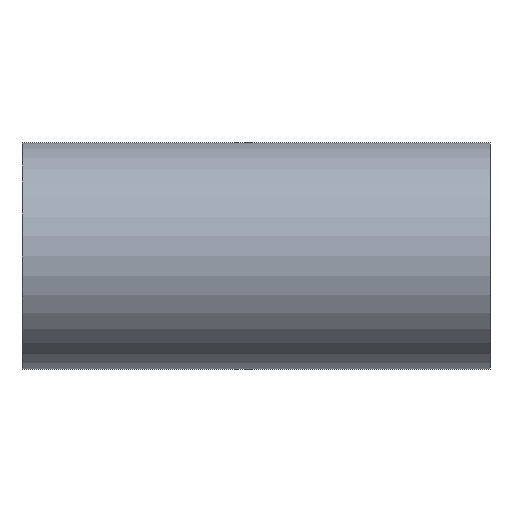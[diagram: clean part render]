
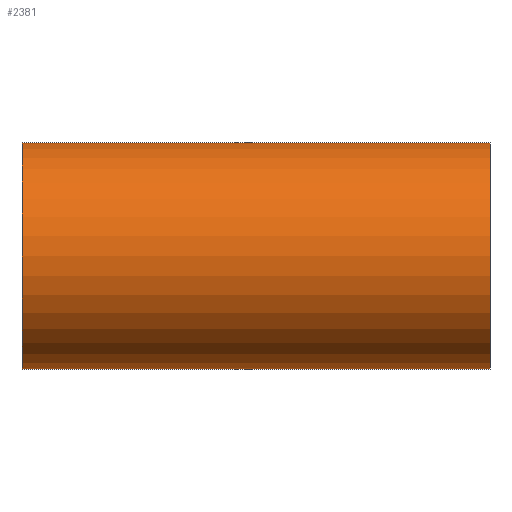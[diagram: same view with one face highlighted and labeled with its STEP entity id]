
A CAD part, front view. The second image highlights one B-rep face of the part: STEP entity #2381.
In plain terms, the highlighted cylindrical face has radius 50.8 mm (diameter 101.6 mm), a partial arc.
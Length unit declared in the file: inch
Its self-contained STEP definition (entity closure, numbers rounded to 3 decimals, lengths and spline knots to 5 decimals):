
#7 = CARTESIAN_POINT ( 'NONE',  ( 4.12598, 0., -2. ) ) ;
#8 = LINE ( 'NONE', #66, #1529 ) ;
#10 = CIRCLE ( 'NONE', #1634, 2. ) ;
#55 = DIRECTION ( 'NONE',  ( 0., 0., -1. ) ) ;
#66 = CARTESIAN_POINT ( 'NONE',  ( 4.12598, 0., 2. ) ) ;
#95 = EDGE_CURVE ( 'NONE', #2281, #2554, #10, .T. ) ;
#277 = ORIENTED_EDGE ( 'NONE', *, *, #1510, .F. ) ;
#280 = DIRECTION ( 'NONE',  ( 1., 0., 0. ) ) ;
#294 = DIRECTION ( 'NONE',  ( -1., 0., 0. ) ) ;
#312 = AXIS2_PLACEMENT_3D ( 'NONE', #2104, #280, #1733 ) ;
#379 = DIRECTION ( 'NONE',  ( -1., 0., 0. ) ) ;
#430 = DIRECTION ( 'NONE',  ( -1., 0., 0. ) ) ;
#621 = LINE ( 'NONE', #7, #1648 ) ;
#749 = ORIENTED_EDGE ( 'NONE', *, *, #906, .T. ) ;
#906 = EDGE_CURVE ( 'NONE', #1187, #1436, #963, .T. ) ;
#963 = CIRCLE ( 'NONE', #312, 2. ) ;
#1015 = CARTESIAN_POINT ( 'NONE',  ( -4.12598, 0., -2. ) ) ;
#1059 = CARTESIAN_POINT ( 'NONE',  ( 4.12598, 0., 0. ) ) ;
#1074 = CARTESIAN_POINT ( 'NONE',  ( 4.12598, 0., 0. ) ) ;
#1122 = AXIS2_PLACEMENT_3D ( 'NONE', #1059, #430, #1862 ) ;
#1187 = VERTEX_POINT ( 'NONE', #1992 ) ;
#1348 = EDGE_LOOP ( 'NONE', ( #277, #1988, #1728, #749 ) ) ;
#1355 = CYLINDRICAL_SURFACE ( 'NONE', #1122, 2. ) ;
#1436 = VERTEX_POINT ( 'NONE', #1015 ) ;
#1510 = EDGE_CURVE ( 'NONE', #2554, #1436, #621, .T. ) ;
#1529 = VECTOR ( 'NONE', #294, 39.37008 ) ;
#1634 = AXIS2_PLACEMENT_3D ( 'NONE', #1074, #2477, #55 ) ;
#1648 = VECTOR ( 'NONE', #379, 39.37008 ) ;
#1699 = EDGE_CURVE ( 'NONE', #2281, #1187, #8, .T. ) ;
#1728 = ORIENTED_EDGE ( 'NONE', *, *, #1699, .T. ) ;
#1733 = DIRECTION ( 'NONE',  ( 0., 0., -1. ) ) ;
#1862 = DIRECTION ( 'NONE',  ( 0., 0., 1. ) ) ;
#1988 = ORIENTED_EDGE ( 'NONE', *, *, #95, .F. ) ;
#1992 = CARTESIAN_POINT ( 'NONE',  ( -4.12598, 0., 2. ) ) ;
#2068 = CARTESIAN_POINT ( 'NONE',  ( 4.12598, 0., 2. ) ) ;
#2104 = CARTESIAN_POINT ( 'NONE',  ( -4.12598, 0., 0. ) ) ;
#2281 = VERTEX_POINT ( 'NONE', #2068 ) ;
#2381 = ADVANCED_FACE ( 'NONE', ( #2550 ), #1355, .T. ) ;
#2477 = DIRECTION ( 'NONE',  ( 1., 0., 0. ) ) ;
#2507 = CARTESIAN_POINT ( 'NONE',  ( 4.12598, 0., -2. ) ) ;
#2550 = FACE_OUTER_BOUND ( 'NONE', #1348, .T. ) ;
#2554 = VERTEX_POINT ( 'NONE', #2507 ) ;
